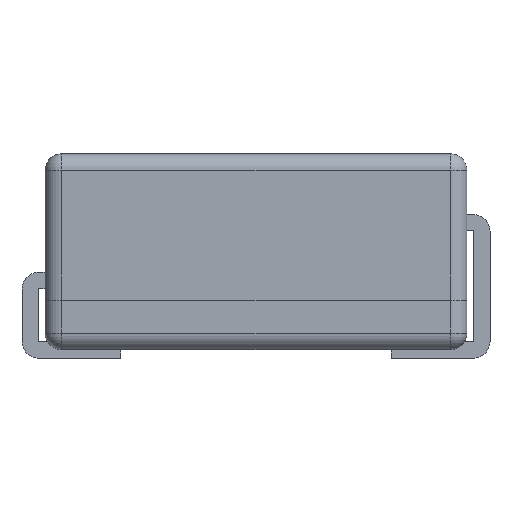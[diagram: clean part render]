
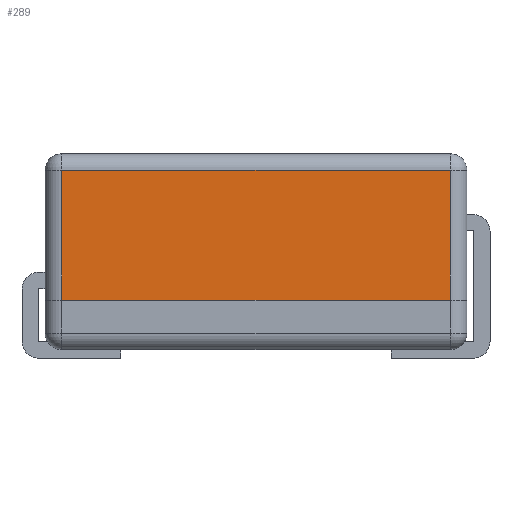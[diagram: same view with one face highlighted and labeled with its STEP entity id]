
A CAD part, front view. The second image highlights one B-rep face of the part: STEP entity #289.
In plain terms, the highlighted planar face has unit normal (0, -1, 0).
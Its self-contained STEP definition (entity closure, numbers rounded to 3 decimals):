
#289 = ADVANCED_FACE( '', ( #705 ), #706, .T. );
#705 = FACE_OUTER_BOUND( '', #1280, .T. );
#706 = PLANE( '', #1281 );
#1280 = EDGE_LOOP( '', ( #2104, #2105, #2106, #2107 ) );
#1281 = AXIS2_PLACEMENT_3D( '', #2108, #2109, #2110 );
#2104 = ORIENTED_EDGE( '', *, *, #3892, .T. );
#2105 = ORIENTED_EDGE( '', *, *, #3893, .T. );
#2106 = ORIENTED_EDGE( '', *, *, #3894, .T. );
#2107 = ORIENTED_EDGE( '', *, *, #3895, .T. );
#2108 = CARTESIAN_POINT( '', ( -6.4, -6.4, -4.44 ) );
#2109 = DIRECTION( '', ( 0., -1., 0. ) );
#2110 = DIRECTION( '', ( 1., 0., 0. ) );
#3892 = EDGE_CURVE( '', #4568, #4569, #4570, .T. );
#3893 = EDGE_CURVE( '', #4569, #4571, #4572, .T. );
#3894 = EDGE_CURVE( '', #4571, #4573, #4574, .F. );
#3895 = EDGE_CURVE( '', #4573, #4568, #4575, .F. );
#4568 = VERTEX_POINT( '', #5560 );
#4569 = VERTEX_POINT( '', #5561 );
#4570 = LINE( '', #5562, #5563 );
#4571 = VERTEX_POINT( '', #5564 );
#4572 = LINE( '', #5565, #5566 );
#4573 = VERTEX_POINT( '', #5567 );
#4574 = LINE( '', #5568, #5569 );
#4575 = LINE( '', #5570, #5571 );
#5560 = CARTESIAN_POINT( '', ( -5.9, -6.4, -4.44 ) );
#5561 = CARTESIAN_POINT( '', ( 5.9, -6.4, -4.44 ) );
#5562 = CARTESIAN_POINT( '', ( -6.4, -6.4, -4.44 ) );
#5563 = VECTOR( '', #7546, 1000. );
#5564 = CARTESIAN_POINT( '', ( 5.9, -6.4, -0.5 ) );
#5565 = CARTESIAN_POINT( '', ( 5.9, -6.4, -4.44 ) );
#5566 = VECTOR( '', #7547, 1000. );
#5567 = CARTESIAN_POINT( '', ( -5.9, -6.4, -0.5 ) );
#5568 = CARTESIAN_POINT( '', ( -6.4, -6.4, -0.5 ) );
#5569 = VECTOR( '', #7548, 1000. );
#5570 = CARTESIAN_POINT( '', ( -5.9, -6.4, -4.44 ) );
#5571 = VECTOR( '', #7549, 1000. );
#7546 = DIRECTION( '', ( 1., 0., 0. ) );
#7547 = DIRECTION( '', ( 0., 0., 1. ) );
#7548 = DIRECTION( '', ( 1., 0., 0. ) );
#7549 = DIRECTION( '', ( 0., 0., 1. ) );
